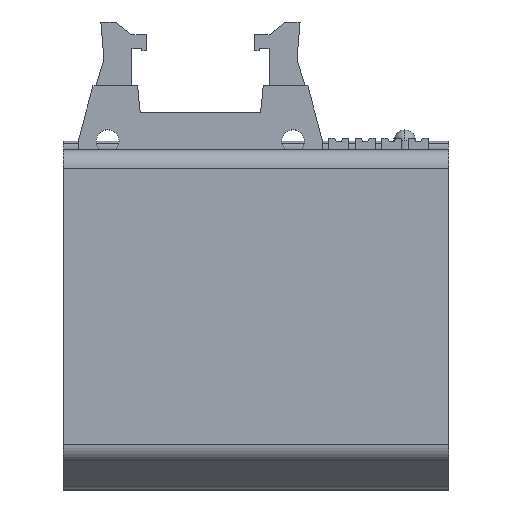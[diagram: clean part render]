
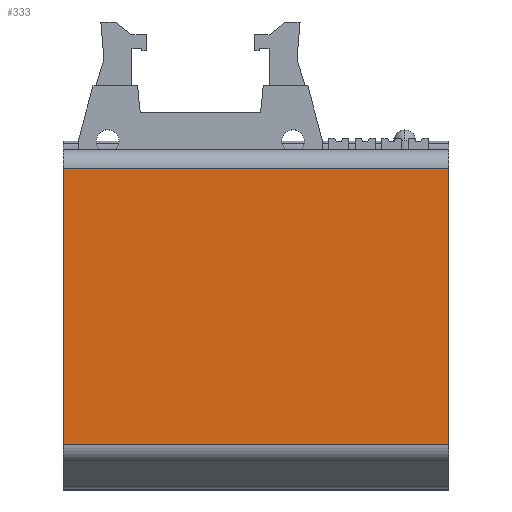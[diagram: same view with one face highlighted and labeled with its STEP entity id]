
A CAD part, top view. The second image highlights one B-rep face of the part: STEP entity #333.
In plain terms, the highlighted planar face has unit normal (0, 0, 1).
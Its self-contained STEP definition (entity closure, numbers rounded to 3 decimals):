
#306=AXIS2_PLACEMENT_3D('Plane Axis2P3D',#303,#304,#305) ;
#42=CARTESIAN_POINT('Vertex',(0.,42.5,42.8)) ;
#252=CARTESIAN_POINT('Vertex',(0.,5.989,42.8)) ;
#255=CARTESIAN_POINT('Line Origine',(0.,24.245,42.8)) ;
#303=CARTESIAN_POINT('Axis2P3D Location',(51.,42.5,42.8)) ;
#308=CARTESIAN_POINT('Line Origine',(25.5,5.989,42.8)) ;
#312=CARTESIAN_POINT('Vertex',(51.,5.989,42.8)) ;
#315=CARTESIAN_POINT('Line Origine',(51.,24.245,42.8)) ;
#319=CARTESIAN_POINT('Vertex',(51.,42.5,42.8)) ;
#322=CARTESIAN_POINT('Line Origine',(25.5,42.5,42.8)) ;
#256=DIRECTION('Vector Direction',(0.,-1.,0.)) ;
#304=DIRECTION('Axis2P3D Direction',(0.,0.,-1.)) ;
#305=DIRECTION('Axis2P3D XDirection',(-1.,0.,0.)) ;
#309=DIRECTION('Vector Direction',(1.,0.,0.)) ;
#316=DIRECTION('Vector Direction',(0.,-1.,0.)) ;
#323=DIRECTION('Vector Direction',(1.,0.,0.)) ;
#257=VECTOR('Line Direction',#256,1.) ;
#310=VECTOR('Line Direction',#309,1.) ;
#317=VECTOR('Line Direction',#316,1.) ;
#324=VECTOR('Line Direction',#323,1.) ;
#328=ORIENTED_EDGE('',*,*,#259,.T.) ;
#329=ORIENTED_EDGE('',*,*,#314,.F.) ;
#330=ORIENTED_EDGE('',*,*,#321,.F.) ;
#331=ORIENTED_EDGE('',*,*,#326,.T.) ;
#333=ADVANCED_FACE('ADAPTER',(#332),#307,.F.) ;
#259=EDGE_CURVE('',#43,#253,#258,.T.) ;
#314=EDGE_CURVE('',#313,#253,#311,.F.) ;
#321=EDGE_CURVE('',#320,#313,#318,.T.) ;
#326=EDGE_CURVE('',#320,#43,#325,.F.) ;
#327=EDGE_LOOP('',(#328,#329,#330,#331)) ;
#332=FACE_OUTER_BOUND('',#327,.T.) ;
#258=LINE('Line',#255,#257) ;
#311=LINE('Line',#308,#310) ;
#318=LINE('Line',#315,#317) ;
#325=LINE('Line',#322,#324) ;
#307=PLANE('',#306) ;
#43=VERTEX_POINT('',#42) ;
#253=VERTEX_POINT('',#252) ;
#313=VERTEX_POINT('',#312) ;
#320=VERTEX_POINT('',#319) ;
